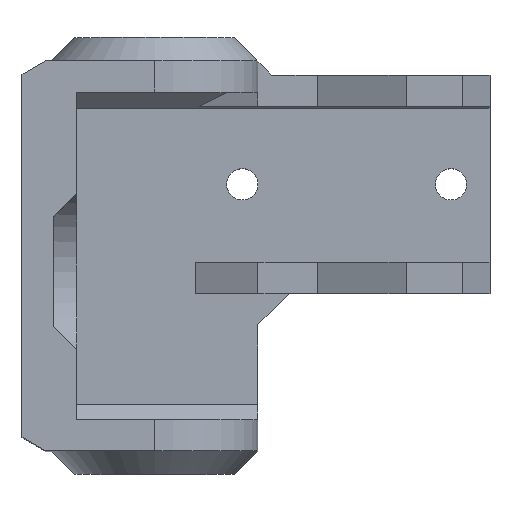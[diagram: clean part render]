
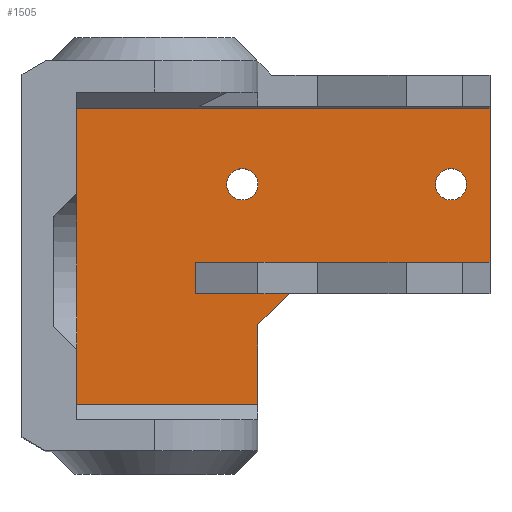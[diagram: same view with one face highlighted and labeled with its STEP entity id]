
A CAD part, top view. The second image highlights one B-rep face of the part: STEP entity #1505.
In plain terms, the highlighted planar face has unit normal (0, 0, 1).
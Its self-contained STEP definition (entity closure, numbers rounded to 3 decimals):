
#42=FACE_BOUND('',#216,.T.);
#43=FACE_BOUND('',#217,.T.);
#68=CIRCLE('',#1601,2.);
#69=CIRCLE('',#1602,2.);
#134=FACE_OUTER_BOUND('',#215,.T.);
#215=EDGE_LOOP('',(#1026,#1027,#1028,#1029,#1030,#1031,#1032,#1033,#1034,
#1035,#1036));
#216=EDGE_LOOP('',(#1037));
#217=EDGE_LOOP('',(#1038));
#333=LINE('',#2235,#490);
#336=LINE('',#2241,#493);
#337=LINE('',#2243,#494);
#338=LINE('',#2245,#495);
#339=LINE('',#2247,#496);
#340=LINE('',#2249,#497);
#341=LINE('',#2251,#498);
#342=LINE('',#2253,#499);
#343=LINE('',#2255,#500);
#344=LINE('',#2257,#501);
#345=LINE('',#2258,#502);
#490=VECTOR('',#1772,10.);
#493=VECTOR('',#1777,10.);
#494=VECTOR('',#1778,10.);
#495=VECTOR('',#1779,10.);
#496=VECTOR('',#1780,10.);
#497=VECTOR('',#1781,10.);
#498=VECTOR('',#1782,10.);
#499=VECTOR('',#1783,10.);
#500=VECTOR('',#1784,10.);
#501=VECTOR('',#1785,10.);
#502=VECTOR('',#1786,10.);
#647=VERTEX_POINT('',#2232);
#648=VERTEX_POINT('',#2234);
#650=VERTEX_POINT('',#2240);
#651=VERTEX_POINT('',#2242);
#652=VERTEX_POINT('',#2244);
#653=VERTEX_POINT('',#2246);
#654=VERTEX_POINT('',#2248);
#655=VERTEX_POINT('',#2250);
#656=VERTEX_POINT('',#2252);
#657=VERTEX_POINT('',#2254);
#658=VERTEX_POINT('',#2256);
#659=VERTEX_POINT('',#2259);
#660=VERTEX_POINT('',#2261);
#797=EDGE_CURVE('',#647,#648,#333,.T.);
#800=EDGE_CURVE('',#650,#647,#336,.T.);
#801=EDGE_CURVE('',#651,#650,#337,.T.);
#802=EDGE_CURVE('',#652,#651,#338,.T.);
#803=EDGE_CURVE('',#653,#652,#339,.T.);
#804=EDGE_CURVE('',#654,#653,#340,.T.);
#805=EDGE_CURVE('',#655,#654,#341,.T.);
#806=EDGE_CURVE('',#655,#656,#342,.T.);
#807=EDGE_CURVE('',#657,#656,#343,.T.);
#808=EDGE_CURVE('',#657,#658,#344,.T.);
#809=EDGE_CURVE('',#648,#658,#345,.T.);
#810=EDGE_CURVE('',#659,#659,#68,.T.);
#811=EDGE_CURVE('',#660,#660,#69,.T.);
#1026=ORIENTED_EDGE('',*,*,#797,.F.);
#1027=ORIENTED_EDGE('',*,*,#800,.F.);
#1028=ORIENTED_EDGE('',*,*,#801,.F.);
#1029=ORIENTED_EDGE('',*,*,#802,.F.);
#1030=ORIENTED_EDGE('',*,*,#803,.F.);
#1031=ORIENTED_EDGE('',*,*,#804,.F.);
#1032=ORIENTED_EDGE('',*,*,#805,.F.);
#1033=ORIENTED_EDGE('',*,*,#806,.T.);
#1034=ORIENTED_EDGE('',*,*,#807,.F.);
#1035=ORIENTED_EDGE('',*,*,#808,.T.);
#1036=ORIENTED_EDGE('',*,*,#809,.F.);
#1037=ORIENTED_EDGE('',*,*,#810,.T.);
#1038=ORIENTED_EDGE('',*,*,#811,.T.);
#1449=PLANE('',#1600);
#1505=ADVANCED_FACE('',(#134,#42,#43),#1449,.T.);
#1600=AXIS2_PLACEMENT_3D('',#2239,#1775,#1776);
#1601=AXIS2_PLACEMENT_3D('',#2260,#1787,#1788);
#1602=AXIS2_PLACEMENT_3D('',#2262,#1789,#1790);
#1772=DIRECTION('',(1.,0.,0.));
#1775=DIRECTION('center_axis',(0.,0.,1.));
#1776=DIRECTION('ref_axis',(0.,-1.,0.));
#1777=DIRECTION('',(0.,1.,0.));
#1778=DIRECTION('',(0.,1.,0.));
#1779=DIRECTION('',(0.,1.,0.));
#1780=DIRECTION('',(-1.,0.,0.));
#1781=DIRECTION('',(0.,-1.,0.));
#1782=DIRECTION('',(-0.707,-0.707,0.));
#1783=DIRECTION('',(-1.,0.,0.));
#1784=DIRECTION('',(0.,-1.,0.));
#1785=DIRECTION('',(1.,0.,0.));
#1786=DIRECTION('',(0.,-1.,0.));
#1787=DIRECTION('center_axis',(0.,0.,-1.));
#1788=DIRECTION('ref_axis',(-1.,0.,0.));
#1789=DIRECTION('center_axis',(0.,0.,-1.));
#1790=DIRECTION('ref_axis',(-1.,0.,0.));
#2232=CARTESIAN_POINT('',(7.,44.,23.));
#2234=CARTESIAN_POINT('',(60.,44.,23.));
#2235=CARTESIAN_POINT('',(0.,44.,23.));
#2239=CARTESIAN_POINT('Origin',(0.,46.,23.));
#2240=CARTESIAN_POINT('',(7.,38.5,23.));
#2241=CARTESIAN_POINT('',(7.,35.5,23.));
#2242=CARTESIAN_POINT('',(7.,7.5,23.));
#2243=CARTESIAN_POINT('',(7.,35.5,23.));
#2244=CARTESIAN_POINT('',(7.,6.,23.));
#2245=CARTESIAN_POINT('',(7.,35.5,23.));
#2246=CARTESIAN_POINT('',(30.25,6.,23.));
#2247=CARTESIAN_POINT('',(0.,6.,23.));
#2248=CARTESIAN_POINT('',(30.25,16.25,23.));
#2249=CARTESIAN_POINT('',(30.25,4.,23.));
#2250=CARTESIAN_POINT('',(34.25,20.25,23.));
#2251=CARTESIAN_POINT('',(31.125,17.125,23.));
#2252=CARTESIAN_POINT('',(22.25,20.25,23.));
#2253=CARTESIAN_POINT('',(0.,20.25,23.));
#2254=CARTESIAN_POINT('',(22.25,24.25,23.));
#2255=CARTESIAN_POINT('',(22.25,35.125,23.));
#2256=CARTESIAN_POINT('',(60.,24.25,23.));
#2257=CARTESIAN_POINT('',(30.,24.25,23.));
#2258=CARTESIAN_POINT('',(60.,46.,23.));
#2259=CARTESIAN_POINT('',(30.25,34.25,23.));
#2260=CARTESIAN_POINT('Origin',(28.25,34.25,23.));
#2261=CARTESIAN_POINT('',(57.,34.25,23.));
#2262=CARTESIAN_POINT('Origin',(55.,34.25,23.));
